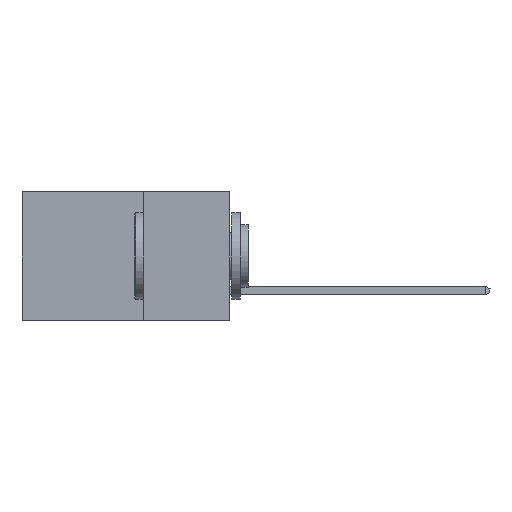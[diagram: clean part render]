
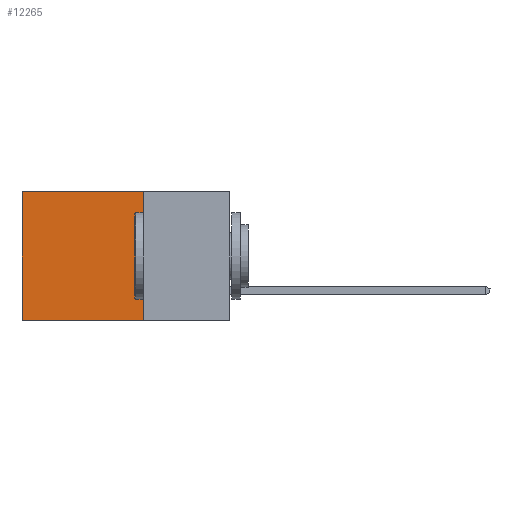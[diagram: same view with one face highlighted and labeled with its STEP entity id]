
A CAD part, left-side view. The second image highlights one B-rep face of the part: STEP entity #12265.
In plain terms, the highlighted planar face has unit normal (-1, 0, 0).
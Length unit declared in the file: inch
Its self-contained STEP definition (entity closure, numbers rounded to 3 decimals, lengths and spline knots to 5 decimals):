
#267 = DIRECTION ( 'NONE',  ( 0., 1., 0. ) ) ;
#849 = VERTEX_POINT ( 'NONE', #3577 ) ;
#999 = DIRECTION ( 'NONE',  ( 0., 0., -1. ) ) ;
#1379 = LINE ( 'NONE', #7740, #13049 ) ;
#1709 = ORIENTED_EDGE ( 'NONE', *, *, #3875, .F. ) ;
#2404 = VERTEX_POINT ( 'NONE', #6938 ) ;
#2537 = DIRECTION ( 'NONE',  ( 0., 0., -1. ) ) ;
#2819 = ORIENTED_EDGE ( 'NONE', *, *, #10849, .T. ) ;
#3359 = LINE ( 'NONE', #7549, #4501 ) ;
#3372 = VERTEX_POINT ( 'NONE', #12711 ) ;
#3517 = ORIENTED_EDGE ( 'NONE', *, *, #4437, .T. ) ;
#3577 = CARTESIAN_POINT ( 'NONE',  ( 0.2615, 0.25, 0. ) ) ;
#3597 = PLANE ( 'NONE',  #12206 ) ;
#3875 = EDGE_CURVE ( 'NONE', #849, #8836, #4010, .T. ) ;
#3971 = CARTESIAN_POINT ( 'NONE',  ( 0.2615, 0.25, -0.37 ) ) ;
#4010 = LINE ( 'NONE', #10636, #5157 ) ;
#4437 = EDGE_CURVE ( 'NONE', #849, #2404, #3359, .T. ) ;
#4458 = EDGE_LOOP ( 'NONE', ( #2819, #12345, #1709, #3517 ) ) ;
#4501 = VECTOR ( 'NONE', #8735, 39.37008 ) ;
#5157 = VECTOR ( 'NONE', #999, 39.37008 ) ;
#5742 = DIRECTION ( 'NONE',  ( 1., 0., 0. ) ) ;
#6652 = FACE_OUTER_BOUND ( 'NONE', #4458, .T. ) ;
#6938 = CARTESIAN_POINT ( 'NONE',  ( 0.2615, 0.6, 0. ) ) ;
#7549 = CARTESIAN_POINT ( 'NONE',  ( 0.2615, 0.25, 0. ) ) ;
#7740 = CARTESIAN_POINT ( 'NONE',  ( 0.2615, 0.25, -0.37 ) ) ;
#7849 = CARTESIAN_POINT ( 'NONE',  ( 0.2615, 0.25, -0.37 ) ) ;
#8075 = EDGE_CURVE ( 'NONE', #8836, #3372, #1379, .T. ) ;
#8735 = DIRECTION ( 'NONE',  ( 0., 1., 0. ) ) ;
#8836 = VERTEX_POINT ( 'NONE', #3971 ) ;
#9744 = CARTESIAN_POINT ( 'NONE',  ( 0.2615, 0.6, -0.37 ) ) ;
#10636 = CARTESIAN_POINT ( 'NONE',  ( 0.2615, 0.25, -0.37 ) ) ;
#10849 = EDGE_CURVE ( 'NONE', #2404, #3372, #11917, .T. ) ;
#11030 = VECTOR ( 'NONE', #11067, 39.37008 ) ;
#11067 = DIRECTION ( 'NONE',  ( 0., 0., -1. ) ) ;
#11917 = LINE ( 'NONE', #9744, #11030 ) ;
#12206 = AXIS2_PLACEMENT_3D ( 'NONE', #7849, #5742, #2537 ) ;
#12265 = ADVANCED_FACE ( 'NONE', ( #6652 ), #3597, .F. ) ;
#12345 = ORIENTED_EDGE ( 'NONE', *, *, #8075, .F. ) ;
#12711 = CARTESIAN_POINT ( 'NONE',  ( 0.2615, 0.6, -0.37 ) ) ;
#13049 = VECTOR ( 'NONE', #267, 39.37008 ) ;
